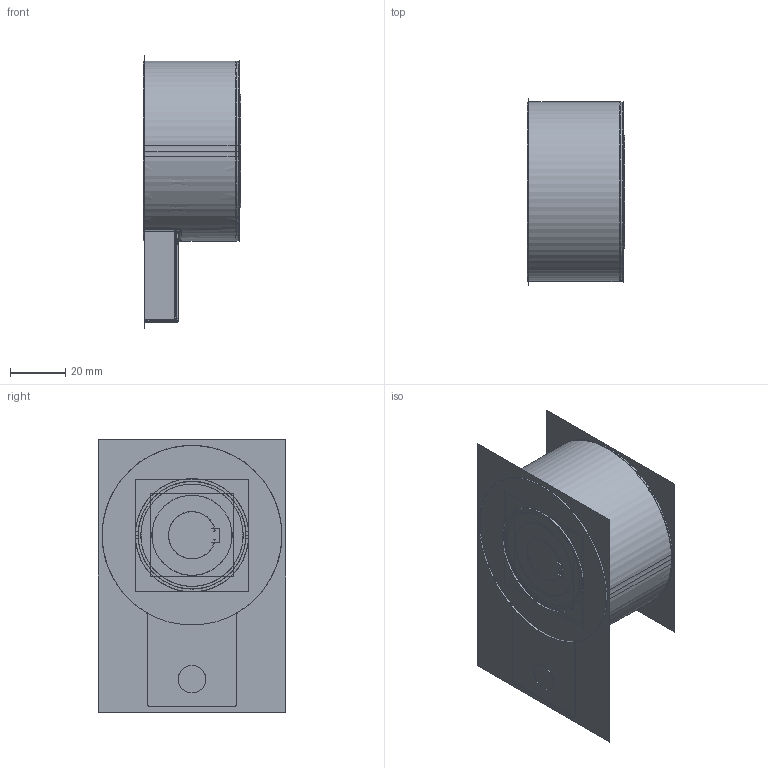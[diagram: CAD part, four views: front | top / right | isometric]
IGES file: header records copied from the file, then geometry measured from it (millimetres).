
Start section:  PTC IGES file: ra437z.igs
Global section: file name: ra437z.igs; native system: Creo Parametric by Parametric Technology Corporation; preprocessor: 2013150; author: sales 4; organization: Unknown; date: 20140326.143652; units: millimetre
Bounding box: 35.36 x 67.6 x 98.31 mm (x, y, z)
Volume: 111417.1 mm3; surface area: 332405.3 mm2
Topology: 42 solids, 42 shells, 4920 faces, 25300 edges, 31468 vertices
Faces by surface type: bspline 3210, revolution 1710
